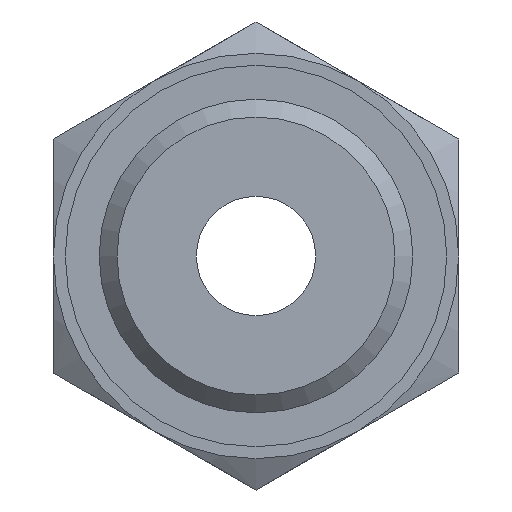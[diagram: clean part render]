
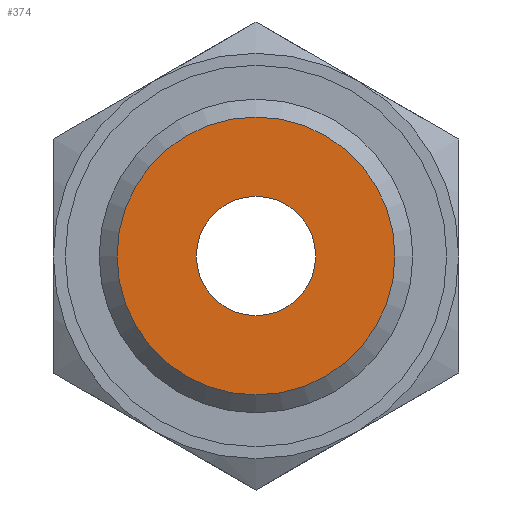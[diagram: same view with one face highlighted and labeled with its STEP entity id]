
A CAD part, left-side view. The second image highlights one B-rep face of the part: STEP entity #374.
In plain terms, the highlighted planar face has unit normal (-1, 0, 0).
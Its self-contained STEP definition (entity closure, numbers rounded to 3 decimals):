
#18=FACE_BOUND('',#113,.T.);
#67=PLANE('',#436);
#87=FACE_OUTER_BOUND('',#112,.T.);
#112=EDGE_LOOP('',(#329,#330));
#113=EDGE_LOOP('',(#331,#332));
#124=CIRCLE('',#415,2.5);
#125=CIRCLE('',#416,2.5);
#134=CIRCLE('',#432,5.829);
#135=CIRCLE('',#433,5.829);
#171=VERTEX_POINT('',#635);
#172=VERTEX_POINT('',#636);
#182=VERTEX_POINT('',#668);
#183=VERTEX_POINT('',#669);
#217=EDGE_CURVE('',#171,#172,#124,.T.);
#218=EDGE_CURVE('',#172,#171,#125,.T.);
#232=EDGE_CURVE('',#182,#183,#134,.T.);
#233=EDGE_CURVE('',#183,#182,#135,.T.);
#329=ORIENTED_EDGE('',*,*,#232,.T.);
#330=ORIENTED_EDGE('',*,*,#233,.T.);
#331=ORIENTED_EDGE('',*,*,#217,.T.);
#332=ORIENTED_EDGE('',*,*,#218,.T.);
#374=ADVANCED_FACE('',(#87,#18),#67,.T.);
#415=AXIS2_PLACEMENT_3D('',#637,#489,#490);
#416=AXIS2_PLACEMENT_3D('',#638,#491,#492);
#432=AXIS2_PLACEMENT_3D('',#670,#528,#529);
#433=AXIS2_PLACEMENT_3D('',#671,#530,#531);
#436=AXIS2_PLACEMENT_3D('',#677,#537,#538);
#489=DIRECTION('center_axis',(1.,0.,0.));
#490=DIRECTION('ref_axis',(0.,1.,0.));
#491=DIRECTION('center_axis',(1.,0.,0.));
#492=DIRECTION('ref_axis',(0.,1.,0.));
#528=DIRECTION('center_axis',(-1.,0.,0.));
#529=DIRECTION('ref_axis',(0.,1.,0.));
#530=DIRECTION('center_axis',(-1.,0.,0.));
#531=DIRECTION('ref_axis',(0.,1.,0.));
#537=DIRECTION('center_axis',(-1.,0.,0.));
#538=DIRECTION('ref_axis',(0.,0.,1.));
#635=CARTESIAN_POINT('',(-12.,2.5,0.));
#636=CARTESIAN_POINT('',(-12.,-2.5,0.));
#637=CARTESIAN_POINT('Origin',(-12.,0.,0.));
#638=CARTESIAN_POINT('Origin',(-12.,0.,0.));
#668=CARTESIAN_POINT('',(-12.,5.829,0.));
#669=CARTESIAN_POINT('',(-12.,-5.829,0.));
#670=CARTESIAN_POINT('Origin',(-12.,0.,0.));
#671=CARTESIAN_POINT('Origin',(-12.,0.,0.));
#677=CARTESIAN_POINT('Origin',(-12.,2.914,0.));
